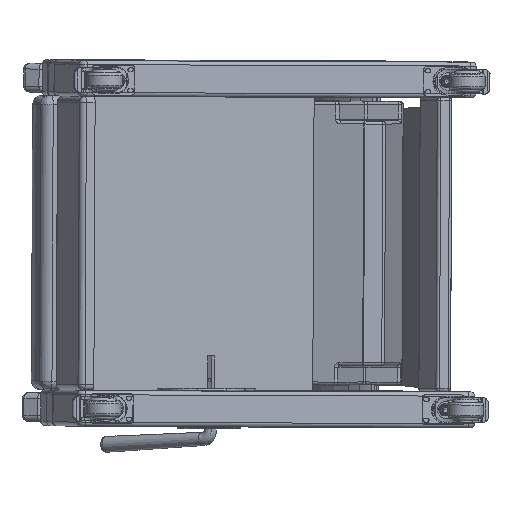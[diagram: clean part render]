
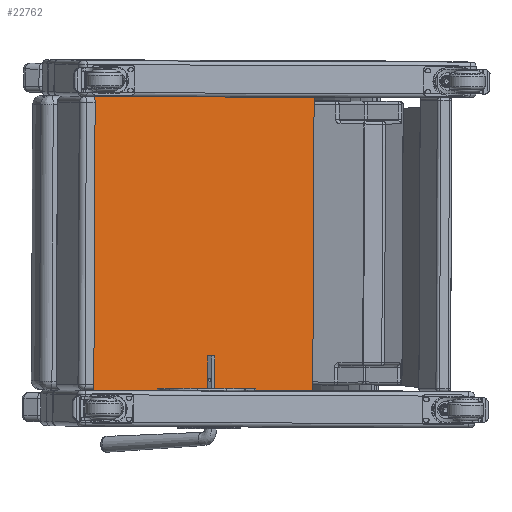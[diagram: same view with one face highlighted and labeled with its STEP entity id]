
A CAD part, front view. The second image highlights one B-rep face of the part: STEP entity #22762.
In plain terms, the highlighted face is planar.
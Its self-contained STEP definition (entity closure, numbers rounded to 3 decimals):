
#1369=PLANE('',#24731);
#2450=FACE_OUTER_BOUND('',#3820,.T.);
#3820=EDGE_LOOP('',(#16514,#16515,#16516,#16517));
#5266=LINE('',#42558,#6867);
#5273=LINE('',#42572,#6874);
#5275=LINE('',#42575,#6876);
#5281=LINE('',#42592,#6882);
#6867=VECTOR('',#28058,0.394);
#6874=VECTOR('',#28067,0.394);
#6876=VECTOR('',#28071,0.394);
#6882=VECTOR('',#28087,0.394);
#9915=VERTEX_POINT('',#42555);
#9916=VERTEX_POINT('',#42557);
#9921=VERTEX_POINT('',#42569);
#9922=VERTEX_POINT('',#42571);
#12506=EDGE_CURVE('',#9915,#9916,#5266,.T.);
#12513=EDGE_CURVE('',#9921,#9922,#5273,.T.);
#12515=EDGE_CURVE('',#9915,#9922,#5275,.T.);
#12521=EDGE_CURVE('',#9921,#9916,#5281,.T.);
#16514=ORIENTED_EDGE('',*,*,#12521,.T.);
#16515=ORIENTED_EDGE('',*,*,#12506,.F.);
#16516=ORIENTED_EDGE('',*,*,#12515,.T.);
#16517=ORIENTED_EDGE('',*,*,#12513,.F.);
#22762=ADVANCED_FACE('',(#2450),#1369,.T.);
#24731=AXIS2_PLACEMENT_3D('',#42593,#28088,#28089);
#28058=DIRECTION('',(1.,0.,0.));
#28067=DIRECTION('',(-1.,0.,0.));
#28071=DIRECTION('',(0.,0.,-1.));
#28087=DIRECTION('',(0.,0.,1.));
#28088=DIRECTION('center_axis',(0.,-1.,0.));
#28089=DIRECTION('ref_axis',(1.,0.,0.));
#42555=CARTESIAN_POINT('',(-12.334,-1.974,12.313));
#42557=CARTESIAN_POINT('',(6.683,-1.974,12.313));
#42558=CARTESIAN_POINT('',(-12.334,-1.974,12.313));
#42569=CARTESIAN_POINT('',(6.683,-1.974,-12.313));
#42571=CARTESIAN_POINT('',(-12.334,-1.974,-12.313));
#42572=CARTESIAN_POINT('',(-12.334,-1.974,-12.313));
#42575=CARTESIAN_POINT('',(-12.334,-1.974,0.));
#42592=CARTESIAN_POINT('',(6.683,-1.974,0.));
#42593=CARTESIAN_POINT('Origin',(-12.334,-1.974,0.));
